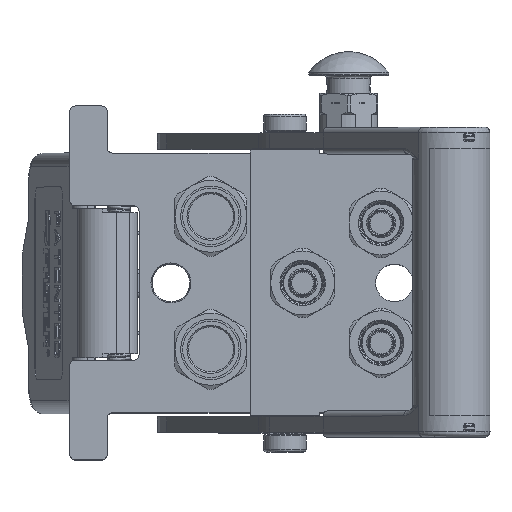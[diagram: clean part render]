
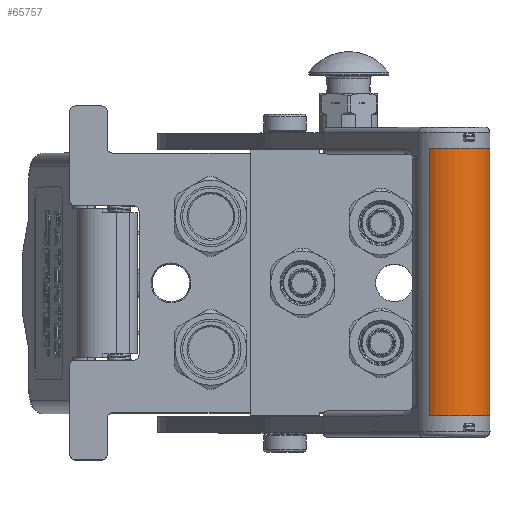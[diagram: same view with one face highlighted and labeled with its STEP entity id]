
A CAD part, top view. The second image highlights one B-rep face of the part: STEP entity #65757.
In plain terms, the highlighted cylindrical face has radius 14.5 mm (diameter 29 mm), a partial arc.
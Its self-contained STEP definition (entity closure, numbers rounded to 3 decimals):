
#299 = CARTESIAN_POINT ( 'NONE',  ( 46.5, -7.576, -12.363 ) ) ;
#4382 = LINE ( 'NONE', #133672, #52470 ) ;
#7120 = CARTESIAN_POINT ( 'NONE',  ( 46.5, 0., -14.5 ) ) ;
#7332 = ORIENTED_EDGE ( 'NONE', *, *, #7584, .T. ) ;
#7584 = EDGE_CURVE ( 'NONE', #92498, #44054, #129151, .T. ) ;
#10733 = VERTEX_POINT ( 'NONE', #111028 ) ;
#13114 = CARTESIAN_POINT ( 'NONE',  ( -46., 0., -14.5 ) ) ;
#14248 = DIRECTION ( 'NONE',  ( 0., 0., -1. ) ) ;
#17962 = DIRECTION ( 'NONE',  ( 1., 0., 0. ) ) ;
#18191 = DIRECTION ( 'NONE',  ( 0., 0., -1. ) ) ;
#18865 = DIRECTION ( 'NONE',  ( 0., 0., -1. ) ) ;
#19497 = CARTESIAN_POINT ( 'NONE',  ( 50.5, 0., 14.5 ) ) ;
#21580 = VECTOR ( 'NONE', #36476, 1000. ) ;
#23096 = VERTEX_POINT ( 'NONE', #72111 ) ;
#23825 = AXIS2_PLACEMENT_3D ( 'NONE', #78193, #88560, #47488 ) ;
#25229 = EDGE_CURVE ( 'NONE', #31299, #57431, #54980, .T. ) ;
#29725 = VECTOR ( 'NONE', #106136, 1000. ) ;
#31299 = VERTEX_POINT ( 'NONE', #7120 ) ;
#32894 = LINE ( 'NONE', #13114, #29725 ) ;
#36199 = DIRECTION ( 'NONE',  ( 0., -0.522, -0.853 ) ) ;
#36476 = DIRECTION ( 'NONE',  ( 1., 0., 0. ) ) ;
#37192 = EDGE_CURVE ( 'NONE', #65722, #23096, #50360, .T. ) ;
#39206 = DIRECTION ( 'NONE',  ( -1., 0., 0. ) ) ;
#40664 = EDGE_CURVE ( 'NONE', #10733, #102811, #114195, .T. ) ;
#44054 = VERTEX_POINT ( 'NONE', #54743 ) ;
#47350 = CARTESIAN_POINT ( 'NONE',  ( -50., -7.576, -12.363 ) ) ;
#47488 = DIRECTION ( 'NONE',  ( 0., -0.522, -0.853 ) ) ;
#48871 = CARTESIAN_POINT ( 'NONE',  ( -50., 0., 0. ) ) ;
#49494 = VECTOR ( 'NONE', #17962, 1000. ) ;
#50360 = CIRCLE ( 'NONE', #23825, 14.5 ) ;
#52470 = VECTOR ( 'NONE', #113872, 1000. ) ;
#53361 = EDGE_LOOP ( 'NONE', ( #82149, #128799, #108792, #64088, #75199, #75135, #7332, #129119, #79154 ) ) ;
#54743 = CARTESIAN_POINT ( 'NONE',  ( -50., -7.576, -12.363 ) ) ;
#54980 = CIRCLE ( 'NONE', #133595, 14.5 ) ;
#55399 = CARTESIAN_POINT ( 'NONE',  ( 46.5, 0., 0. ) ) ;
#55679 = EDGE_CURVE ( 'NONE', #83375, #10733, #104350, .T. ) ;
#56537 = DIRECTION ( 'NONE',  ( -1., 0., 0. ) ) ;
#56879 = CARTESIAN_POINT ( 'NONE',  ( -46., -7.576, -12.363 ) ) ;
#57273 = EDGE_CURVE ( 'NONE', #23096, #31299, #32894, .T. ) ;
#57431 = VERTEX_POINT ( 'NONE', #97117 ) ;
#59185 = FACE_OUTER_BOUND ( 'NONE', #53361, .T. ) ;
#61294 = AXIS2_PLACEMENT_3D ( 'NONE', #48871, #109808, #121413 ) ;
#64088 = ORIENTED_EDGE ( 'NONE', *, *, #55679, .T. ) ;
#65722 = VERTEX_POINT ( 'NONE', #56879 ) ;
#65757 = ADVANCED_FACE ( 'NONE', ( #59185 ), #89920, .T. ) ;
#72111 = CARTESIAN_POINT ( 'NONE',  ( -46., 0., -14.5 ) ) ;
#75135 = ORIENTED_EDGE ( 'NONE', *, *, #123007, .F. ) ;
#75199 = ORIENTED_EDGE ( 'NONE', *, *, #40664, .T. ) ;
#75481 = EDGE_CURVE ( 'NONE', #44054, #65722, #112035, .T. ) ;
#76521 = AXIS2_PLACEMENT_3D ( 'NONE', #101108, #39206, #18865 ) ;
#78193 = CARTESIAN_POINT ( 'NONE',  ( -46., 0., 0. ) ) ;
#79154 = ORIENTED_EDGE ( 'NONE', *, *, #37192, .T. ) ;
#79885 = CARTESIAN_POINT ( 'NONE',  ( 46.5, -7.576, -12.363 ) ) ;
#82149 = ORIENTED_EDGE ( 'NONE', *, *, #57273, .T. ) ;
#83375 = VERTEX_POINT ( 'NONE', #299 ) ;
#87437 = CARTESIAN_POINT ( 'NONE',  ( -50., 0., 14.5 ) ) ;
#88560 = DIRECTION ( 'NONE',  ( 1., 0., 0. ) ) ;
#89057 = CARTESIAN_POINT ( 'NONE',  ( 50.5, 0., 0. ) ) ;
#89920 = CYLINDRICAL_SURFACE ( 'NONE', #76521, 14.5 ) ;
#92498 = VERTEX_POINT ( 'NONE', #87437 ) ;
#97117 = CARTESIAN_POINT ( 'NONE',  ( 46.5, -7.111, -12.636 ) ) ;
#101108 = CARTESIAN_POINT ( 'NONE',  ( -50., 0., 0. ) ) ;
#102811 = VERTEX_POINT ( 'NONE', #19497 ) ;
#104350 = LINE ( 'NONE', #79885, #49494 ) ;
#105945 = DIRECTION ( 'NONE',  ( -1., 0., 0. ) ) ;
#106136 = DIRECTION ( 'NONE',  ( 1., 0., 0. ) ) ;
#108792 = ORIENTED_EDGE ( 'NONE', *, *, #122809, .T. ) ;
#109808 = DIRECTION ( 'NONE',  ( 1., 0., 0. ) ) ;
#111028 = CARTESIAN_POINT ( 'NONE',  ( 50.5, -7.576, -12.363 ) ) ;
#112035 = LINE ( 'NONE', #47350, #21580 ) ;
#112818 = AXIS2_PLACEMENT_3D ( 'NONE', #132346, #132790, #18191 ) ;
#113872 = DIRECTION ( 'NONE',  ( 1., 0., 0. ) ) ;
#114195 = CIRCLE ( 'NONE', #120147, 14.5 ) ;
#114919 = CIRCLE ( 'NONE', #112818, 14.5 ) ;
#120147 = AXIS2_PLACEMENT_3D ( 'NONE', #89057, #56537, #36199 ) ;
#121413 = DIRECTION ( 'NONE',  ( 0., 0., 1. ) ) ;
#122809 = EDGE_CURVE ( 'NONE', #57431, #83375, #114919, .T. ) ;
#123007 = EDGE_CURVE ( 'NONE', #92498, #102811, #4382, .T. ) ;
#128799 = ORIENTED_EDGE ( 'NONE', *, *, #25229, .T. ) ;
#129119 = ORIENTED_EDGE ( 'NONE', *, *, #75481, .T. ) ;
#129151 = CIRCLE ( 'NONE', #61294, 14.5 ) ;
#132346 = CARTESIAN_POINT ( 'NONE',  ( 46.5, 0., 0. ) ) ;
#132790 = DIRECTION ( 'NONE',  ( -1., 0., 0. ) ) ;
#133595 = AXIS2_PLACEMENT_3D ( 'NONE', #55399, #105945, #14248 ) ;
#133672 = CARTESIAN_POINT ( 'NONE',  ( -50., 0., 14.5 ) ) ;
